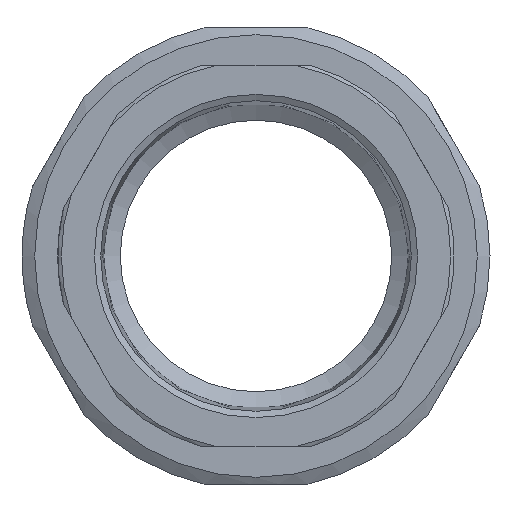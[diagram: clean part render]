
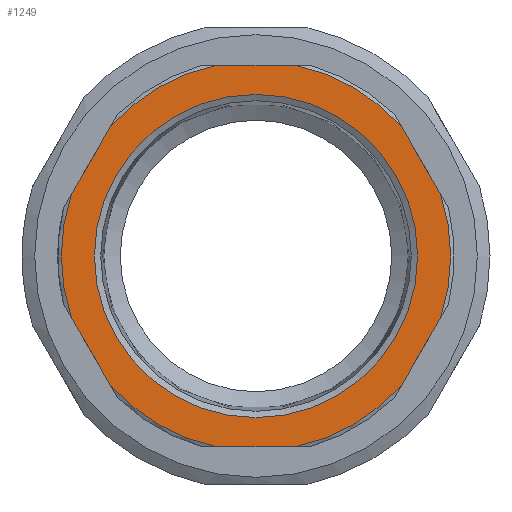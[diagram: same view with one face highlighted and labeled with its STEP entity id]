
A CAD part, front view. The second image highlights one B-rep face of the part: STEP entity #1249.
In plain terms, the highlighted planar face has unit normal (0, -1, 0).
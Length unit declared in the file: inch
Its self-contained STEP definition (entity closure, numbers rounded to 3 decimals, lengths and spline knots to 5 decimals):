
#22=FACE_BOUND('',#276,.T.);
#103=CIRCLE('',#1392,1.66375);
#104=CIRCLE('',#1393,1.66375);
#105=CIRCLE('',#1394,1.66375);
#106=CIRCLE('',#1395,1.66375);
#107=CIRCLE('',#1396,1.66375);
#108=CIRCLE('',#1397,1.66375);
#109=CIRCLE('',#1398,1.38128);
#110=CIRCLE('',#1399,1.38128);
#206=FACE_OUTER_BOUND('',#275,.T.);
#275=EDGE_LOOP('',(#981,#982,#983,#984,#985,#986,#987,#988,#989,#990,#991,
#992));
#276=EDGE_LOOP('',(#993,#994));
#332=LINE('',#2080,#387);
#335=LINE('',#2099,#390);
#338=LINE('',#2118,#393);
#341=LINE('',#2137,#396);
#344=LINE('',#2156,#399);
#347=LINE('',#2175,#402);
#387=VECTOR('',#1670,0.3937);
#390=VECTOR('',#1675,0.3937);
#393=VECTOR('',#1680,0.3937);
#396=VECTOR('',#1685,0.3937);
#399=VECTOR('',#1690,0.3937);
#402=VECTOR('',#1695,0.3937);
#511=VERTEX_POINT('',#2064);
#515=VERTEX_POINT('',#2076);
#517=VERTEX_POINT('',#2083);
#521=VERTEX_POINT('',#2095);
#523=VERTEX_POINT('',#2102);
#527=VERTEX_POINT('',#2114);
#529=VERTEX_POINT('',#2121);
#533=VERTEX_POINT('',#2133);
#535=VERTEX_POINT('',#2140);
#539=VERTEX_POINT('',#2152);
#541=VERTEX_POINT('',#2159);
#545=VERTEX_POINT('',#2171);
#546=VERTEX_POINT('',#2183);
#547=VERTEX_POINT('',#2184);
#671=EDGE_CURVE('',#511,#515,#332,.T.);
#677=EDGE_CURVE('',#517,#521,#335,.T.);
#683=EDGE_CURVE('',#523,#527,#338,.T.);
#689=EDGE_CURVE('',#529,#533,#341,.T.);
#695=EDGE_CURVE('',#535,#539,#344,.T.);
#701=EDGE_CURVE('',#541,#545,#347,.T.);
#702=EDGE_CURVE('',#515,#523,#103,.T.);
#703=EDGE_CURVE('',#527,#541,#104,.T.);
#704=EDGE_CURVE('',#545,#517,#105,.T.);
#705=EDGE_CURVE('',#521,#535,#106,.T.);
#706=EDGE_CURVE('',#539,#529,#107,.T.);
#707=EDGE_CURVE('',#533,#511,#108,.T.);
#708=EDGE_CURVE('',#546,#547,#109,.T.);
#709=EDGE_CURVE('',#547,#546,#110,.T.);
#981=ORIENTED_EDGE('',*,*,#671,.T.);
#982=ORIENTED_EDGE('',*,*,#702,.T.);
#983=ORIENTED_EDGE('',*,*,#683,.T.);
#984=ORIENTED_EDGE('',*,*,#703,.T.);
#985=ORIENTED_EDGE('',*,*,#701,.T.);
#986=ORIENTED_EDGE('',*,*,#704,.T.);
#987=ORIENTED_EDGE('',*,*,#677,.T.);
#988=ORIENTED_EDGE('',*,*,#705,.T.);
#989=ORIENTED_EDGE('',*,*,#695,.T.);
#990=ORIENTED_EDGE('',*,*,#706,.T.);
#991=ORIENTED_EDGE('',*,*,#689,.T.);
#992=ORIENTED_EDGE('',*,*,#707,.T.);
#993=ORIENTED_EDGE('',*,*,#708,.F.);
#994=ORIENTED_EDGE('',*,*,#709,.F.);
#1140=PLANE('',#1391);
#1249=ADVANCED_FACE('',(#206,#22),#1140,.T.);
#1391=AXIS2_PLACEMENT_3D('',#2176,#1696,#1697);
#1392=AXIS2_PLACEMENT_3D('',#2177,#1698,#1699);
#1393=AXIS2_PLACEMENT_3D('',#2178,#1700,#1701);
#1394=AXIS2_PLACEMENT_3D('',#2179,#1702,#1703);
#1395=AXIS2_PLACEMENT_3D('',#2180,#1704,#1705);
#1396=AXIS2_PLACEMENT_3D('',#2181,#1706,#1707);
#1397=AXIS2_PLACEMENT_3D('',#2182,#1708,#1709);
#1398=AXIS2_PLACEMENT_3D('',#2185,#1710,#1711);
#1399=AXIS2_PLACEMENT_3D('',#2186,#1712,#1713);
#1670=DIRECTION('',(-0.5,0.,-0.866));
#1675=DIRECTION('',(0.5,0.,0.866));
#1680=DIRECTION('',(0.5,0.,-0.866));
#1685=DIRECTION('',(-1.,0.,0.));
#1690=DIRECTION('',(-0.5,0.,0.866));
#1695=DIRECTION('',(1.,0.,0.));
#1696=DIRECTION('center_axis',(0.,-1.,0.));
#1697=DIRECTION('ref_axis',(0.,0.,
1.));
#1698=DIRECTION('center_axis',(0.,-1.,0.));
#1699=DIRECTION('ref_axis',(-1.,0.,0.));
#1700=DIRECTION('center_axis',(0.,-1.,0.));
#1701=DIRECTION('ref_axis',(-1.,0.,0.));
#1702=DIRECTION('center_axis',(0.,-1.,0.));
#1703=DIRECTION('ref_axis',(-1.,0.,0.));
#1704=DIRECTION('center_axis',(0.,-1.,0.));
#1705=DIRECTION('ref_axis',(-1.,0.,0.));
#1706=DIRECTION('center_axis',(0.,-1.,0.));
#1707=DIRECTION('ref_axis',(-1.,0.,0.));
#1708=DIRECTION('center_axis',(0.,-1.,0.));
#1709=DIRECTION('ref_axis',(-1.,0.,0.));
#1710=DIRECTION('center_axis',(0.,-1.,0.));
#1711=DIRECTION('ref_axis',(-1.,0.,0.));
#1712=DIRECTION('center_axis',(0.,-1.,0.));
#1713=DIRECTION('ref_axis',(-1.,0.,0.));
#2064=CARTESIAN_POINT('',(-1.24492,-0.99747,1.10374));
#2076=CARTESIAN_POINT('',(-1.57833,-0.99747,0.52626));
#2080=CARTESIAN_POINT('',(-1.12274,-0.99747,1.31536));
#2083=CARTESIAN_POINT('',(1.24492,-0.99747,-1.10374));
#2095=CARTESIAN_POINT('',(1.57833,-0.99747,-0.52626));
#2099=CARTESIAN_POINT('',(1.46806,-0.99747,-0.71725));
#2102=CARTESIAN_POINT('',(-1.57833,-0.99747,-0.52626));
#2114=CARTESIAN_POINT('',(-1.24492,-0.99747,-1.10374));
#2118=CARTESIAN_POINT('',(-1.35518,-0.99747,-0.91275));
#2121=CARTESIAN_POINT('',(0.33341,-0.99747,1.63));
#2133=CARTESIAN_POINT('',(-0.33341,-0.99747,1.63));
#2137=CARTESIAN_POINT('',(0.92308,-0.99747,1.63));
#2140=CARTESIAN_POINT('',(1.57833,-0.99747,0.52626));
#2152=CARTESIAN_POINT('',(1.24492,-0.99747,1.10374));
#2156=CARTESIAN_POINT('',(1.7005,-0.99747,0.31464));
#2159=CARTESIAN_POINT('',(-0.33341,-0.99747,-1.63));
#2171=CARTESIAN_POINT('',(0.33341,-0.99747,-1.63));
#2175=CARTESIAN_POINT('',(0.45819,-0.99747,-1.63));
#2176=CARTESIAN_POINT('Origin',(1.38128,-0.99747,0.));
#2177=CARTESIAN_POINT('Origin',(0.,-0.99747,
0.));
#2178=CARTESIAN_POINT('Origin',(0.,-0.99747,
0.));
#2179=CARTESIAN_POINT('Origin',(0.,-0.99747,
0.));
#2180=CARTESIAN_POINT('Origin',(0.,-0.99747,
0.));
#2181=CARTESIAN_POINT('Origin',(0.,-0.99747,
0.));
#2182=CARTESIAN_POINT('Origin',(0.,-0.99747,
0.));
#2183=CARTESIAN_POINT('',(1.38128,-0.99747,0.));
#2184=CARTESIAN_POINT('',(-1.38128,-0.99747,0.));
#2185=CARTESIAN_POINT('Origin',(0.,-0.99747,
0.));
#2186=CARTESIAN_POINT('Origin',(0.,-0.99747,
0.));
